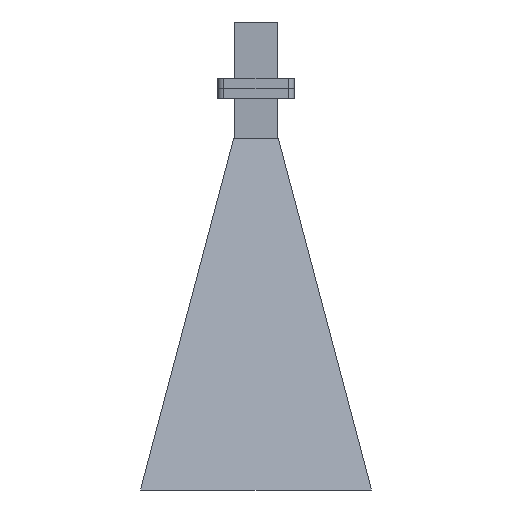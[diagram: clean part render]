
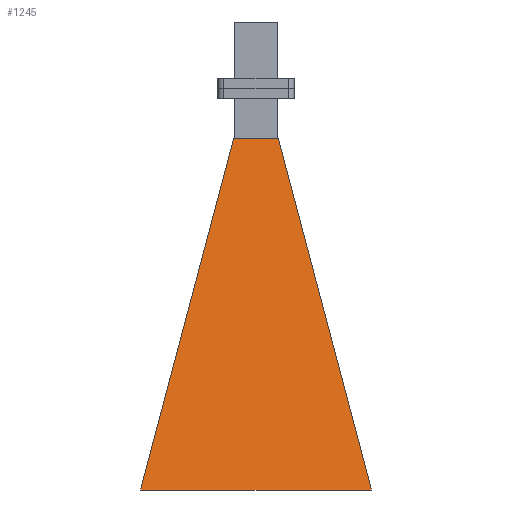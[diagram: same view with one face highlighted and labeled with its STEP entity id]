
A CAD part, front view. The second image highlights one B-rep face of the part: STEP entity #1245.
In plain terms, the highlighted planar face has unit normal (0, -0.98, 0.197).
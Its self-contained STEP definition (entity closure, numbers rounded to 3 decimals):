
#249 = FACE_OUTER_BOUND ( 'NONE', #334, .T. ) ;
#334 = EDGE_LOOP ( 'NONE', ( #758, #737, #740, #776 ) ) ;
#358 = VERTEX_POINT ( 'NONE', #1709 ) ;
#737 = ORIENTED_EDGE ( 'NONE', *, *, #1441, .T. ) ;
#740 = ORIENTED_EDGE ( 'NONE', *, *, #1513, .F. ) ;
#758 = ORIENTED_EDGE ( 'NONE', *, *, #1432, .T. ) ;
#776 = ORIENTED_EDGE ( 'NONE', *, *, #1522, .F. ) ;
#1138 = VERTEX_POINT ( 'NONE', #1822 ) ;
#1153 = VERTEX_POINT ( 'NONE', #1795 ) ;
#1161 = VERTEX_POINT ( 'NONE', #1801 ) ;
#1245 = ADVANCED_FACE ( 'NONE', ( #249 ), #2036, .T. ) ;
#1432 = EDGE_CURVE ( 'NONE', #358, #1161, #3746, .T. ) ;
#1441 = EDGE_CURVE ( 'NONE', #1161, #1138, #3767, .T. ) ;
#1513 = EDGE_CURVE ( 'NONE', #1153, #1138, #3714, .T. ) ;
#1522 = EDGE_CURVE ( 'NONE', #358, #1153, #3688, .T. ) ;
#1620 = AXIS2_PLACEMENT_3D ( 'NONE', #2030, #2028, #2040 ) ;
#1709 = CARTESIAN_POINT ( 'NONE',  ( -11.1, -6.3, 175. ) ) ;
#1795 = CARTESIAN_POINT ( 'NONE',  ( 11.1, -6.3, 175. ) ) ;
#1801 = CARTESIAN_POINT ( 'NONE',  ( -57.5, -41.5, 0. ) ) ;
#1822 = CARTESIAN_POINT ( 'NONE',  ( 57.5, -41.5, 0. ) ) ;
#2028 = DIRECTION ( 'NONE',  ( 0., -0.98, 0.197 ) ) ;
#2030 = CARTESIAN_POINT ( 'NONE',  ( 0., -39.886, 8.023 ) ) ;
#2036 = PLANE ( 'NONE',  #1620 ) ;
#2040 = DIRECTION ( 'NONE',  ( 0., -0.197, -0.98 ) ) ;
#2826 = DIRECTION ( 'NONE',  ( 1., 0., 0. ) ) ;
#2886 = CARTESIAN_POINT ( 'NONE',  ( -11.1, -6.3, 175. ) ) ;
#2903 = CARTESIAN_POINT ( 'NONE',  ( -57.5, -41.5, 0. ) ) ;
#2906 = DIRECTION ( 'NONE',  ( -0.252, -0.191, -0.949 ) ) ;
#3092 = DIRECTION ( 'NONE',  ( 0.252, -0.191, -0.949 ) ) ;
#3106 = CARTESIAN_POINT ( 'NONE',  ( -11.1, -6.3, 175. ) ) ;
#3112 = CARTESIAN_POINT ( 'NONE',  ( 11.1, -6.3, 175. ) ) ;
#3123 = DIRECTION ( 'NONE',  ( 1., 0., 0. ) ) ;
#3683 = VECTOR ( 'NONE', #3123, 1000. ) ;
#3688 = LINE ( 'NONE', #3106, #3683 ) ;
#3706 = VECTOR ( 'NONE', #3092, 1000. ) ;
#3714 = LINE ( 'NONE', #3112, #3706 ) ;
#3746 = LINE ( 'NONE', #2886, #3750 ) ;
#3750 = VECTOR ( 'NONE', #2906, 1000. ) ;
#3755 = VECTOR ( 'NONE', #2826, 1000. ) ;
#3767 = LINE ( 'NONE', #2903, #3755 ) ;
